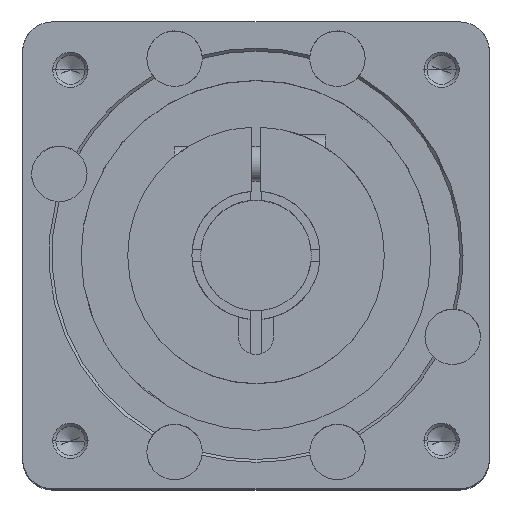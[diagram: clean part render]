
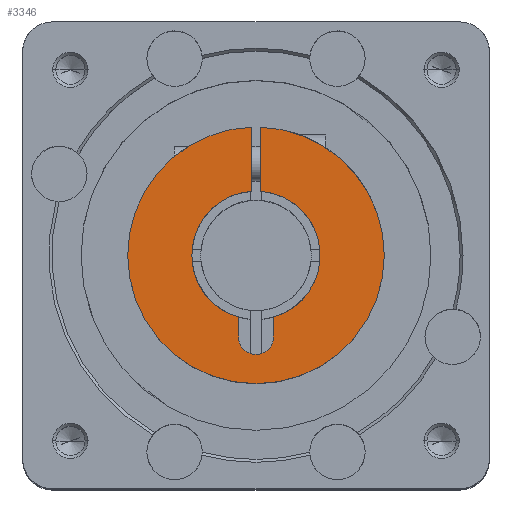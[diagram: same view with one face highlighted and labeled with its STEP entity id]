
A CAD part, top view. The second image highlights one B-rep face of the part: STEP entity #3346.
In plain terms, the highlighted planar face has unit normal (0, 0, 1).
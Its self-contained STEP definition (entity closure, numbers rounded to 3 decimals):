
#30 = ORIENTED_EDGE ( 'NONE', *, *, #8345, .T. ) ;
#340 = CARTESIAN_POINT ( 'NONE',  ( 3., -14., 14. ) ) ;
#350 = DIRECTION ( 'NONE',  ( 1., 0., 0. ) ) ;
#460 = CIRCLE ( 'NONE', #9821, 11. ) ;
#473 = DIRECTION ( 'NONE',  ( 1., 0., 0. ) ) ;
#489 = CARTESIAN_POINT ( 'NONE',  ( 0.75, 21.987, 14. ) ) ;
#641 = EDGE_CURVE ( 'NONE', #1521, #7859, #3029, .T. ) ;
#715 = CARTESIAN_POINT ( 'NONE',  ( 22., 0., 14. ) ) ;
#929 = DIRECTION ( 'NONE',  ( 0., 0., -1. ) ) ;
#1114 = AXIS2_PLACEMENT_3D ( 'NONE', #9768, #5160, #473 ) ;
#1150 = VERTEX_POINT ( 'NONE', #4198 ) ;
#1186 = ORIENTED_EDGE ( 'NONE', *, *, #8814, .T. ) ;
#1316 = ORIENTED_EDGE ( 'NONE', *, *, #2258, .T. ) ;
#1401 = LINE ( 'NONE', #489, #9407 ) ;
#1521 = VERTEX_POINT ( 'NONE', #3667 ) ;
#1562 = CARTESIAN_POINT ( 'NONE',  ( 3., -10.583, 14. ) ) ;
#1689 = AXIS2_PLACEMENT_3D ( 'NONE', #8187, #3537, #8960 ) ;
#1863 = VERTEX_POINT ( 'NONE', #9450 ) ;
#2258 = EDGE_CURVE ( 'NONE', #1150, #7323, #6017, .T. ) ;
#2313 = EDGE_CURVE ( 'NONE', #4879, #1150, #1401, .T. ) ;
#2509 = VERTEX_POINT ( 'NONE', #715 ) ;
#2540 = ORIENTED_EDGE ( 'NONE', *, *, #9638, .T. ) ;
#2745 = ORIENTED_EDGE ( 'NONE', *, *, #641, .T. ) ;
#2748 = ORIENTED_EDGE ( 'NONE', *, *, #5671, .T. ) ;
#2792 = CARTESIAN_POINT ( 'NONE',  ( 0., 0., 14. ) ) ;
#3029 = LINE ( 'NONE', #8619, #8974 ) ;
#3124 = VERTEX_POINT ( 'NONE', #8027 ) ;
#3205 = VERTEX_POINT ( 'NONE', #5753 ) ;
#3213 = ORIENTED_EDGE ( 'NONE', *, *, #5499, .T. ) ;
#3346 = ADVANCED_FACE ( 'NONE', ( #5725 ), #4271, .T. ) ;
#3474 = CARTESIAN_POINT ( 'NONE',  ( 0., -14., 14. ) ) ;
#3537 = DIRECTION ( 'NONE',  ( 0., 0., 1. ) ) ;
#3552 = DIRECTION ( 'NONE',  ( 1., 0., 0. ) ) ;
#3581 = CARTESIAN_POINT ( 'NONE',  ( -3., -10.583, 14. ) ) ;
#3667 = CARTESIAN_POINT ( 'NONE',  ( -3., -14., 14. ) ) ;
#3724 = CARTESIAN_POINT ( 'NONE',  ( -0.75, 10.974, 14. ) ) ;
#4198 = CARTESIAN_POINT ( 'NONE',  ( 0.75, 10.974, 14. ) ) ;
#4271 = PLANE ( 'NONE',  #5604 ) ;
#4295 = DIRECTION ( 'NONE',  ( 1., 0., 0. ) ) ;
#4383 = CARTESIAN_POINT ( 'NONE',  ( 0., 0., 14. ) ) ;
#4522 = CARTESIAN_POINT ( 'NONE',  ( 0., 0., 14. ) ) ;
#4524 = LINE ( 'NONE', #5226, #5852 ) ;
#4604 = EDGE_CURVE ( 'NONE', #7323, #3124, #6061, .T. ) ;
#4608 = EDGE_LOOP ( 'NONE', ( #1186, #5198, #7826, #9445, #1316, #7544, #30, #2745, #2540, #2748, #3213 ) ) ;
#4718 = AXIS2_PLACEMENT_3D ( 'NONE', #3474, #8904, #4295 ) ;
#4802 = DIRECTION ( 'NONE',  ( 0., 1., 0. ) ) ;
#4879 = VERTEX_POINT ( 'NONE', #8505 ) ;
#5051 = DIRECTION ( 'NONE',  ( 0., 0., 1. ) ) ;
#5157 = DIRECTION ( 'NONE',  ( 1., 0., 0. ) ) ;
#5160 = DIRECTION ( 'NONE',  ( 0., 0., -1. ) ) ;
#5198 = ORIENTED_EDGE ( 'NONE', *, *, #7822, .T. ) ;
#5226 = CARTESIAN_POINT ( 'NONE',  ( -0.75, 21.987, 14. ) ) ;
#5260 = DIRECTION ( 'NONE',  ( 0., 1., 0. ) ) ;
#5289 = DIRECTION ( 'NONE',  ( 1., 0., 0. ) ) ;
#5380 = CARTESIAN_POINT ( 'NONE',  ( -0.75, 21.987, 14. ) ) ;
#5491 = CARTESIAN_POINT ( 'NONE',  ( 0., 0., 14. ) ) ;
#5499 = EDGE_CURVE ( 'NONE', #8984, #7254, #4524, .T. ) ;
#5604 = AXIS2_PLACEMENT_3D ( 'NONE', #9649, #5051, #350 ) ;
#5623 = CIRCLE ( 'NONE', #6345, 22. ) ;
#5671 = EDGE_CURVE ( 'NONE', #1863, #8984, #460, .T. ) ;
#5693 = AXIS2_PLACEMENT_3D ( 'NONE', #2792, #8205, #3552 ) ;
#5725 = FACE_OUTER_BOUND ( 'NONE', #4608, .T. ) ;
#5753 = CARTESIAN_POINT ( 'NONE',  ( -22., 0., 14. ) ) ;
#5852 = VECTOR ( 'NONE', #5260, 1000. ) ;
#5853 = DIRECTION ( 'NONE',  ( 0., -1., 0. ) ) ;
#6017 = CIRCLE ( 'NONE', #7326, 11. ) ;
#6061 = LINE ( 'NONE', #340, #9905 ) ;
#6345 = AXIS2_PLACEMENT_3D ( 'NONE', #4522, #9892, #5289 ) ;
#6353 = CIRCLE ( 'NONE', #1114, 11. ) ;
#6398 = DIRECTION ( 'NONE',  ( 1., 0., 0. ) ) ;
#6493 = CIRCLE ( 'NONE', #1689, 22. ) ;
#7254 = VERTEX_POINT ( 'NONE', #5380 ) ;
#7323 = VERTEX_POINT ( 'NONE', #1562 ) ;
#7326 = AXIS2_PLACEMENT_3D ( 'NONE', #4383, #9762, #5157 ) ;
#7544 = ORIENTED_EDGE ( 'NONE', *, *, #4604, .T. ) ;
#7633 = CIRCLE ( 'NONE', #5693, 22. ) ;
#7822 = EDGE_CURVE ( 'NONE', #3205, #2509, #7633, .T. ) ;
#7826 = ORIENTED_EDGE ( 'NONE', *, *, #9751, .T. ) ;
#7855 = CIRCLE ( 'NONE', #4718, 3. ) ;
#7859 = VERTEX_POINT ( 'NONE', #3581 ) ;
#8027 = CARTESIAN_POINT ( 'NONE',  ( 3., -14., 14. ) ) ;
#8187 = CARTESIAN_POINT ( 'NONE',  ( 0., 0., 14. ) ) ;
#8205 = DIRECTION ( 'NONE',  ( 0., 0., 1. ) ) ;
#8261 = DIRECTION ( 'NONE',  ( 0., -1., 0. ) ) ;
#8345 = EDGE_CURVE ( 'NONE', #3124, #1521, #7855, .T. ) ;
#8505 = CARTESIAN_POINT ( 'NONE',  ( 0.75, 21.987, 14. ) ) ;
#8619 = CARTESIAN_POINT ( 'NONE',  ( -3., -14., 14. ) ) ;
#8814 = EDGE_CURVE ( 'NONE', #7254, #3205, #6493, .T. ) ;
#8904 = DIRECTION ( 'NONE',  ( 0., 0., -1. ) ) ;
#8960 = DIRECTION ( 'NONE',  ( 1., 0., 0. ) ) ;
#8974 = VECTOR ( 'NONE', #4802, 1000. ) ;
#8984 = VERTEX_POINT ( 'NONE', #3724 ) ;
#9407 = VECTOR ( 'NONE', #8261, 1000. ) ;
#9445 = ORIENTED_EDGE ( 'NONE', *, *, #2313, .T. ) ;
#9450 = CARTESIAN_POINT ( 'NONE',  ( -11., 0., 14. ) ) ;
#9638 = EDGE_CURVE ( 'NONE', #7859, #1863, #6353, .T. ) ;
#9649 = CARTESIAN_POINT ( 'NONE',  ( 0., 0., 14. ) ) ;
#9751 = EDGE_CURVE ( 'NONE', #2509, #4879, #5623, .T. ) ;
#9762 = DIRECTION ( 'NONE',  ( 0., 0., -1. ) ) ;
#9768 = CARTESIAN_POINT ( 'NONE',  ( 0., 0., 14. ) ) ;
#9821 = AXIS2_PLACEMENT_3D ( 'NONE', #5491, #929, #6398 ) ;
#9892 = DIRECTION ( 'NONE',  ( 0., 0., 1. ) ) ;
#9905 = VECTOR ( 'NONE', #5853, 1000. ) ;
